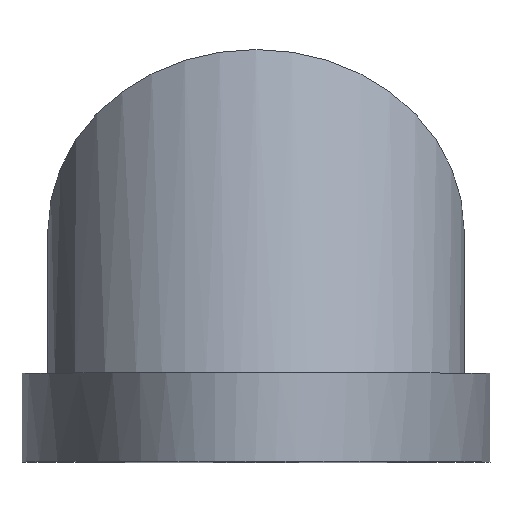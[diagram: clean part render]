
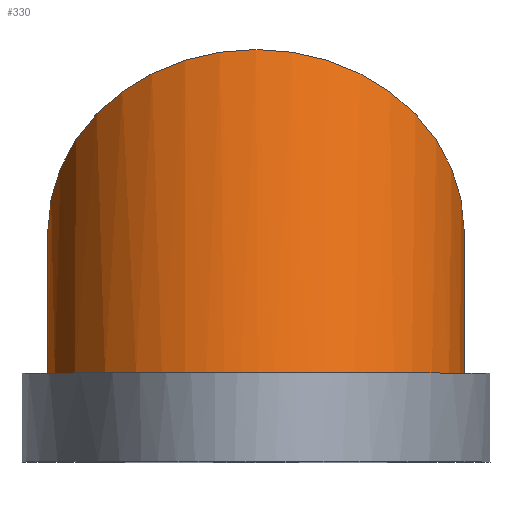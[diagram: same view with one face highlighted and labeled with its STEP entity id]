
A CAD part, top view. The second image highlights one B-rep face of the part: STEP entity #330.
In plain terms, the highlighted cylindrical face has radius 4 mm (diameter 8 mm), a partial arc.
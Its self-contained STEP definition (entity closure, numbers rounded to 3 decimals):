
#18=ELLIPSE('',#361,8.,4.);
#54=FACE_OUTER_BOUND('',#77,.T.);
#77=EDGE_LOOP('',(#299,#300,#301,#302));
#97=LINE('',#605,#122);
#102=LINE('',#633,#127);
#122=VECTOR('',#438,10.);
#127=VECTOR('',#477,10.);
#141=CIRCLE('',#376,4.);
#157=VERTEX_POINT('',#587);
#162=VERTEX_POINT('',#597);
#164=VERTEX_POINT('',#603);
#170=VERTEX_POINT('',#626);
#198=EDGE_CURVE('',#157,#162,#18,.T.);
#201=EDGE_CURVE('',#164,#162,#97,.T.);
#212=EDGE_CURVE('',#164,#170,#141,.T.);
#214=EDGE_CURVE('',#170,#157,#102,.T.);
#299=ORIENTED_EDGE('',*,*,#198,.T.);
#300=ORIENTED_EDGE('',*,*,#201,.F.);
#301=ORIENTED_EDGE('',*,*,#212,.T.);
#302=ORIENTED_EDGE('',*,*,#214,.T.);
#310=CYLINDRICAL_SURFACE('',#380,4.);
#330=ADVANCED_FACE('',(#54),#310,.T.);
#361=AXIS2_PLACEMENT_3D('',#599,#432,#433);
#376=AXIS2_PLACEMENT_3D('',#628,#468,#469);
#380=AXIS2_PLACEMENT_3D('',#634,#478,#479);
#432=DIRECTION('center_axis',(0.,1.,0.));
#433=DIRECTION('ref_axis',(0.,0.,1.));
#438=DIRECTION('',(0.,-0.5,0.866));
#468=DIRECTION('center_axis',(0.,-0.5,0.866));
#469=DIRECTION('ref_axis',(1.,0.,0.));
#477=DIRECTION('',(0.,-0.5,0.866));
#478=DIRECTION('center_axis',(0.,-0.5,0.866));
#479=DIRECTION('ref_axis',(1.,0.,0.));
#587=CARTESIAN_POINT('',(12.98,18.244,42.181));
#597=CARTESIAN_POINT('',(20.98,18.244,42.181));
#599=CARTESIAN_POINT('Origin',(16.98,18.244,42.181));
#603=CARTESIAN_POINT('',(20.98,21.015,37.381));
#605=CARTESIAN_POINT('',(20.98,21.015,37.381));
#626=CARTESIAN_POINT('',(12.98,21.015,37.381));
#628=CARTESIAN_POINT('Origin',(16.98,21.015,37.381));
#633=CARTESIAN_POINT('',(12.98,21.015,37.381));
#634=CARTESIAN_POINT('Origin',(16.98,21.015,37.381));
